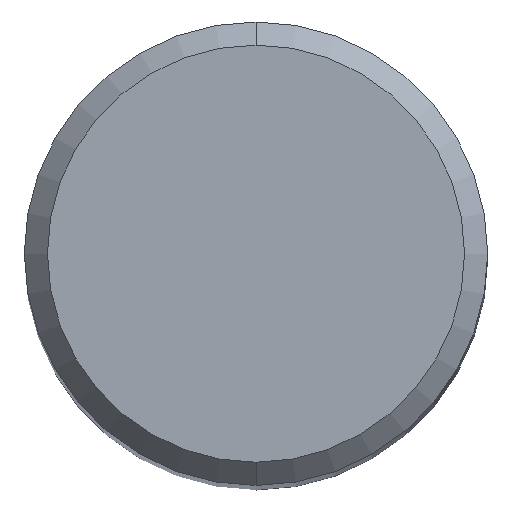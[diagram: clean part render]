
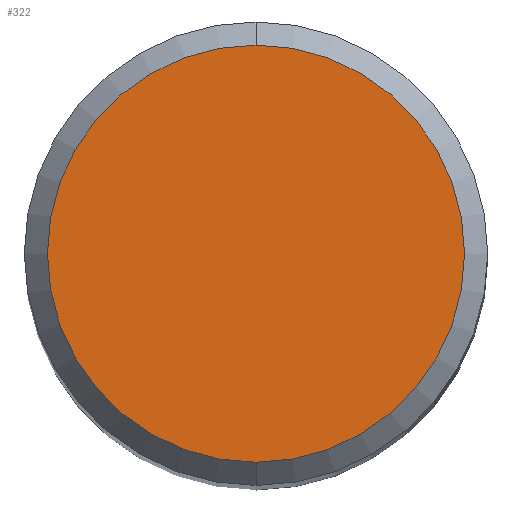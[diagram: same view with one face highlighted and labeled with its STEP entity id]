
A CAD part, top view. The second image highlights one B-rep face of the part: STEP entity #322.
In plain terms, the highlighted planar face has unit normal (0, 0, 1).
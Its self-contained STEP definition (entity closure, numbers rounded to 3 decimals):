
#216=VERTEX_POINT('',#517);
#222=VERTEX_POINT('',#524);
#274=EDGE_CURVE('',#222,#216,#577,.T.);
#322=ADVANCED_FACE('',(#631),#632,.T.);
#392=EDGE_CURVE('',#216,#222,#710,.T.);
#517=CARTESIAN_POINT('',(0.0,3.6,0.0));
#524=CARTESIAN_POINT('',(0.,-3.6,0.0));
#577=CIRCLE('',#975,3.6);
#631=FACE_OUTER_BOUND('',#1072,.T.);
#632=PLANE('',#1073);
#710=CIRCLE('',#1231,3.6);
#975=AXIS2_PLACEMENT_3D('',#1520,#1521,#1522);
#1072=EDGE_LOOP('',(#1592,#1593));
#1073=AXIS2_PLACEMENT_3D('',#1594,#1595,#1596);
#1231=AXIS2_PLACEMENT_3D('',#1677,#1678,#1679);
#1520=CARTESIAN_POINT('',(0.0,0.0,0.0));
#1521=DIRECTION('',(0.0,0.0,-1.0));
#1522=DIRECTION('',(0.0,1.0,0.0));
#1592=ORIENTED_EDGE('',*,*,#392,.F.);
#1593=ORIENTED_EDGE('',*,*,#274,.F.);
#1594=CARTESIAN_POINT('',(0.0,1.8,0.0));
#1595=DIRECTION('',(-0.0,0.0,1.0));
#1596=DIRECTION('',(0.0,-1.0,0.0));
#1677=CARTESIAN_POINT('',(0.0,0.0,0.0));
#1678=DIRECTION('',(0.0,0.0,-1.0));
#1679=DIRECTION('',(0.0,1.0,0.0));
